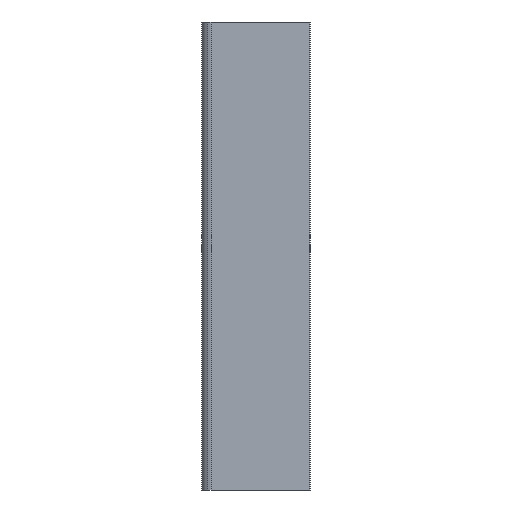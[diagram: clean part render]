
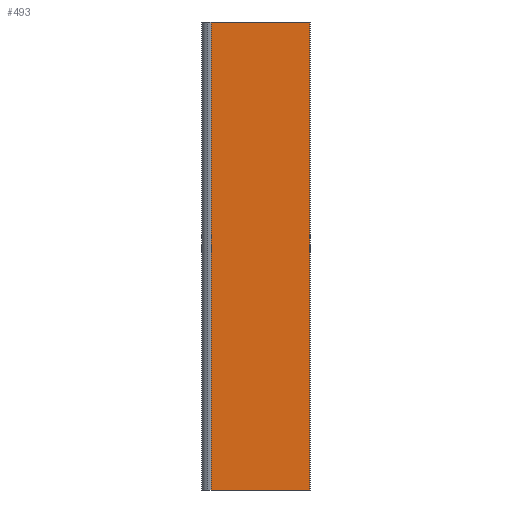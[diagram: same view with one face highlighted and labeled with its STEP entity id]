
A CAD part, left-side view. The second image highlights one B-rep face of the part: STEP entity #493.
In plain terms, the highlighted planar face has unit normal (-1, 0, 0).
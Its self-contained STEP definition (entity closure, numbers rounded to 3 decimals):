
#18 = AXIS2_PLACEMENT_3D ( 'NONE', #416, #327, #430 ) ;
#97 = LINE ( 'NONE', #404, #118 ) ;
#118 = VECTOR ( 'NONE', #311, 1000. ) ;
#134 = VECTOR ( 'NONE', #280, 1000. ) ;
#137 = VECTOR ( 'NONE', #405, 1000. ) ;
#186 = LINE ( 'NONE', #324, #137 ) ;
#202 = LINE ( 'NONE', #291, #134 ) ;
#221 = FACE_OUTER_BOUND ( 'NONE', #567, .T. ) ;
#225 = LINE ( 'NONE', #332, #235 ) ;
#235 = VECTOR ( 'NONE', #419, 1000. ) ;
#252 = CARTESIAN_POINT ( 'NONE',  ( -300.8, -0.5, 0. ) ) ;
#253 = CARTESIAN_POINT ( 'NONE',  ( -300.8, -14.2, -65. ) ) ;
#279 = CARTESIAN_POINT ( 'NONE',  ( -300.8, -0.5, -65. ) ) ;
#280 = DIRECTION ( 'NONE',  ( 0., 0., 1. ) ) ;
#290 = CARTESIAN_POINT ( 'NONE',  ( -300.8, -14.2, 0. ) ) ;
#291 = CARTESIAN_POINT ( 'NONE',  ( -300.8, -0.5, -65. ) ) ;
#311 = DIRECTION ( 'NONE',  ( 0., 0., 1. ) ) ;
#324 = CARTESIAN_POINT ( 'NONE',  ( -300.8, -8.398, -65. ) ) ;
#327 = DIRECTION ( 'NONE',  ( -1., 0., 0. ) ) ;
#328 = PLANE ( 'NONE',  #18 ) ;
#332 = CARTESIAN_POINT ( 'NONE',  ( -300.8, -8.398, 0. ) ) ;
#404 = CARTESIAN_POINT ( 'NONE',  ( -300.8, -14.2, -65. ) ) ;
#405 = DIRECTION ( 'NONE',  ( 0., -1., 0. ) ) ;
#416 = CARTESIAN_POINT ( 'NONE',  ( -300.8, -8.398, -65. ) ) ;
#419 = DIRECTION ( 'NONE',  ( 0., -1., 0. ) ) ;
#430 = DIRECTION ( 'NONE',  ( 0., -1., 0. ) ) ;
#493 = ADVANCED_FACE ( 'NONE', ( #221 ), #328, .T. ) ;
#507 = ORIENTED_EDGE ( 'NONE', *, *, #625, .T. ) ;
#538 = ORIENTED_EDGE ( 'NONE', *, *, #627, .T. ) ;
#539 = ORIENTED_EDGE ( 'NONE', *, *, #623, .F. ) ;
#543 = ORIENTED_EDGE ( 'NONE', *, *, #633, .F. ) ;
#567 = EDGE_LOOP ( 'NONE', ( #539, #543, #538, #507 ) ) ;
#584 = VERTEX_POINT ( 'NONE', #279 ) ;
#591 = VERTEX_POINT ( 'NONE', #290 ) ;
#603 = VERTEX_POINT ( 'NONE', #252 ) ;
#604 = VERTEX_POINT ( 'NONE', #253 ) ;
#623 = EDGE_CURVE ( 'NONE', #603, #591, #225, .T. ) ;
#625 = EDGE_CURVE ( 'NONE', #604, #591, #97, .T. ) ;
#627 = EDGE_CURVE ( 'NONE', #584, #604, #186, .T. ) ;
#633 = EDGE_CURVE ( 'NONE', #584, #603, #202, .T. ) ;
